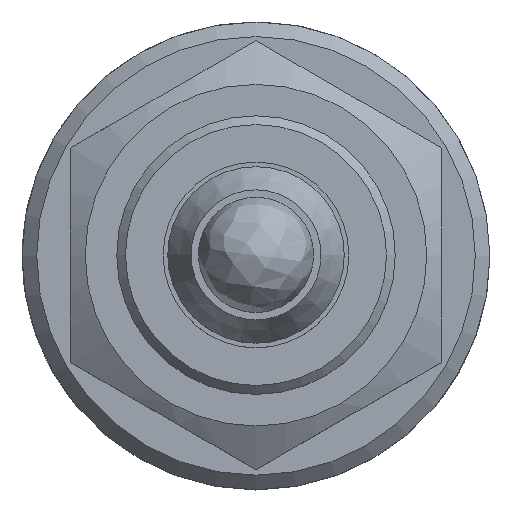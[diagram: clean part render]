
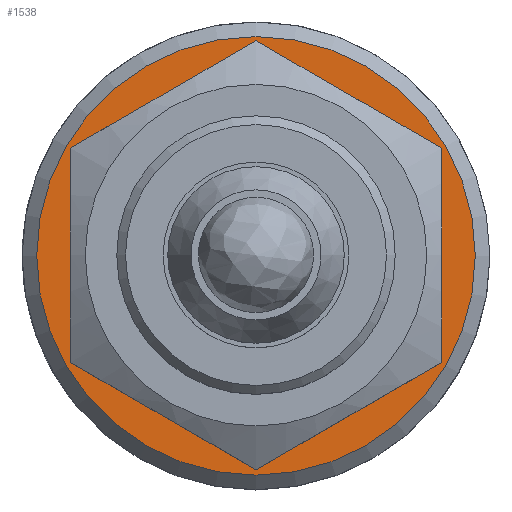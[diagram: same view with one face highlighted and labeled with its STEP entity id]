
A CAD part, top view. The second image highlights one B-rep face of the part: STEP entity #1538.
In plain terms, the highlighted planar face has unit normal (0, 0, 1).
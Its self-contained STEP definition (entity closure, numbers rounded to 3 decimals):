
#11 = ORIENTED_EDGE ( 'NONE', *, *, #2644, .F. ) ;
#37 = VERTEX_POINT ( 'NONE', #1060 ) ;
#75 = AXIS2_PLACEMENT_3D ( 'NONE', #928, #1759, #729 ) ;
#293 = DIRECTION ( 'NONE',  ( 0., 0., 1. ) ) ;
#368 = CARTESIAN_POINT ( 'NONE',  ( 0., 0., -21.492 ) ) ;
#408 = EDGE_LOOP ( 'NONE', ( #611 ) ) ;
#541 = AXIS2_PLACEMENT_3D ( 'NONE', #368, #2673, #2040 ) ;
#611 = ORIENTED_EDGE ( 'NONE', *, *, #1648, .T. ) ;
#633 = CARTESIAN_POINT ( 'NONE',  ( 0., 0., -21.492 ) ) ;
#729 = DIRECTION ( 'NONE',  ( 1., 0., 0. ) ) ;
#847 = VERTEX_POINT ( 'NONE', #2086 ) ;
#928 = CARTESIAN_POINT ( 'NONE',  ( 0., 0., -21.492 ) ) ;
#1060 = CARTESIAN_POINT ( 'NONE',  ( 4.75, 0., -21.492 ) ) ;
#1119 = CIRCLE ( 'NONE', #75, 4.75 ) ;
#1183 = FACE_BOUND ( 'NONE', #1820, .T. ) ;
#1538 = ADVANCED_FACE ( 'NONE', ( #1810, #1183 ), #1621, .T. ) ;
#1621 = PLANE ( 'NONE',  #541 ) ;
#1648 = EDGE_CURVE ( 'NONE', #847, #847, #2493, .T. ) ;
#1759 = DIRECTION ( 'NONE',  ( 0., 0., 1. ) ) ;
#1810 = FACE_OUTER_BOUND ( 'NONE', #408, .T. ) ;
#1820 = EDGE_LOOP ( 'NONE', ( #11 ) ) ;
#2040 = DIRECTION ( 'NONE',  ( 1., 0., 0. ) ) ;
#2063 = AXIS2_PLACEMENT_3D ( 'NONE', #633, #293, #2303 ) ;
#2086 = CARTESIAN_POINT ( 'NONE',  ( 7.5, 0., -21.492 ) ) ;
#2303 = DIRECTION ( 'NONE',  ( 1., 0., 0. ) ) ;
#2493 = CIRCLE ( 'NONE', #2063, 7.5 ) ;
#2644 = EDGE_CURVE ( 'NONE', #37, #37, #1119, .T. ) ;
#2673 = DIRECTION ( 'NONE',  ( 0., 0., 1. ) ) ;
